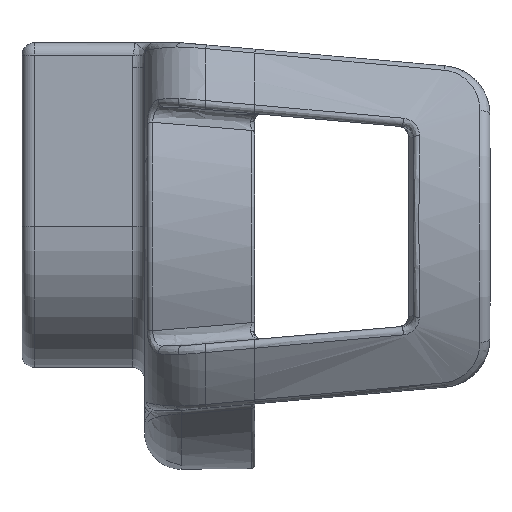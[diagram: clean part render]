
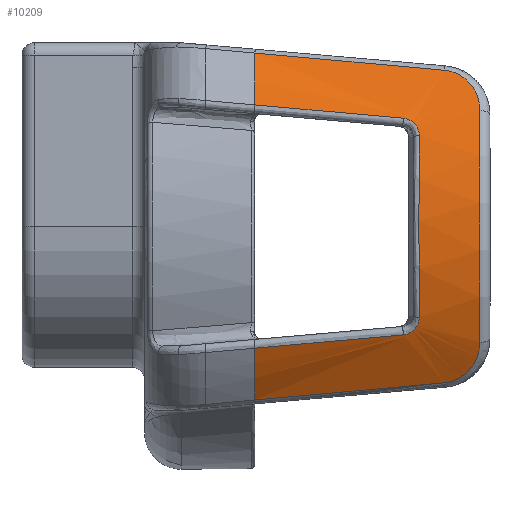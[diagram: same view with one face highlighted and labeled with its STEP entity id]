
A CAD part, left-side view. The second image highlights one B-rep face of the part: STEP entity #10209.
In plain terms, the highlighted conical face has half-angle 1.18 degrees and reference radius 11.605 mm.
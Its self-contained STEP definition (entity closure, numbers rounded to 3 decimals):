
#3268=CARTESIAN_POINT('',(-10.762,-9.066,
4.421));
#3269=CARTESIAN_POINT('',(-10.732,-8.556,
4.467));
#3270=CARTESIAN_POINT('',(-10.672,-7.547,
4.557));
#3271=CARTESIAN_POINT('',(-10.582,-6.085,
4.688));
#3272=CARTESIAN_POINT('',(-10.489,-4.604,
4.821));
#3273=CARTESIAN_POINT('',(-10.42,-3.543,
4.916));
#3274=CARTESIAN_POINT('',(-10.384,-3.,
4.965));
#3276=CARTESIAN_POINT('',(-10.384,-3.,
4.965));
#3277=CARTESIAN_POINT('',(-10.265,-2.999,
5.215));
#3278=CARTESIAN_POINT('',(-10.007,-3.,
5.707));
#3279=CARTESIAN_POINT('',(-9.569,-2.999,
6.414));
#3280=CARTESIAN_POINT('',(-9.244,-3.001,
6.863));
#3281=CARTESIAN_POINT('',(-9.074,-3.,
7.082));
#3283=CARTESIAN_POINT('',(-9.074,-3.,
7.082));
#3284=CARTESIAN_POINT('',(-9.191,-4.204,
6.972));
#3285=CARTESIAN_POINT('',(-9.425,-6.697,
6.744));
#3286=CARTESIAN_POINT('',(-9.657,-9.358,
6.502));
#3287=CARTESIAN_POINT('',(-9.772,-10.731,
6.377));
#3289=CARTESIAN_POINT('',(-9.772,-10.731,
6.377));
#3290=CARTESIAN_POINT('',(-9.78,-10.824,
6.369));
#3291=CARTESIAN_POINT('',(-9.806,-11.005,
6.336));
#3292=CARTESIAN_POINT('',(-9.874,-11.263,
6.24));
#3293=CARTESIAN_POINT('',(-9.971,-11.51,
6.094));
#3294=CARTESIAN_POINT('',(-10.093,-11.734,
5.9));
#3295=CARTESIAN_POINT('',(-10.228,-11.917,
5.671));
#3296=CARTESIAN_POINT('',(-10.381,-12.068,
5.393));
#3297=CARTESIAN_POINT('',(-10.546,-12.169,
5.069));
#3298=CARTESIAN_POINT('',(-10.65,-12.192,
4.843));
#3299=CARTESIAN_POINT('',(-10.702,-12.192,
4.727));
#3301=CARTESIAN_POINT('',(0.,-12.192,0.));
#3302=DIRECTION('',(0.,-1.,0.));
#3303=DIRECTION('',(-0.915,0.,0.404));
#3304=AXIS2_PLACEMENT_3D('',#3301,#3302,#3303);
#3306=CARTESIAN_POINT('',(-10.702,-12.192,
-4.727));
#3307=CARTESIAN_POINT('',(-10.652,-12.192,
-4.84));
#3308=CARTESIAN_POINT('',(-10.551,-12.169,
-5.057));
#3309=CARTESIAN_POINT('',(-10.403,-12.083,
-5.351));
#3310=CARTESIAN_POINT('',(-10.253,-11.946,
-5.627));
#3311=CARTESIAN_POINT('',(-10.112,-11.763,
-5.868));
#3312=CARTESIAN_POINT('',(-9.993,-11.555,
-6.06));
#3313=CARTESIAN_POINT('',(-9.886,-11.303,
-6.222));
#3314=CARTESIAN_POINT('',(-9.807,-11.015,
-6.335));
#3315=CARTESIAN_POINT('',(-9.78,-10.827,
-6.369));
#3316=CARTESIAN_POINT('',(-9.772,-10.731,
-6.377));
#3318=CARTESIAN_POINT('',(-9.772,-10.731,
-6.377));
#3319=CARTESIAN_POINT('',(-9.657,-9.353,
-6.503));
#3320=CARTESIAN_POINT('',(-9.424,-6.687,
-6.745));
#3321=CARTESIAN_POINT('',(-9.19,-4.199,
-6.972));
#3322=CARTESIAN_POINT('',(-9.074,-3.,
-7.082));
#3324=CARTESIAN_POINT('',(-9.074,-3.,
-7.082));
#3325=CARTESIAN_POINT('',(-9.244,-3.001,
-6.863));
#3326=CARTESIAN_POINT('',(-9.569,-2.999,
-6.414));
#3327=CARTESIAN_POINT('',(-10.007,-3.,
-5.707));
#3328=CARTESIAN_POINT('',(-10.265,-2.999,
-5.215));
#3329=CARTESIAN_POINT('',(-10.384,-3.,
-4.965));
#3331=CARTESIAN_POINT('',(-10.384,-3.,
-4.965));
#3332=CARTESIAN_POINT('',(-10.424,-3.602,
-4.911));
#3333=CARTESIAN_POINT('',(-10.505,-4.854,
-4.799));
#3334=CARTESIAN_POINT('',(-10.628,-6.831,
-4.622));
#3335=CARTESIAN_POINT('',(-10.717,-8.3,
-4.49));
#3336=CARTESIAN_POINT('',(-10.762,-9.066,
-4.421));
#3338=CARTESIAN_POINT('',(-10.762,-9.066,
-4.421));
#3339=CARTESIAN_POINT('',(-10.765,-9.12,
-4.416));
#3340=CARTESIAN_POINT('',(-10.777,-9.226,
-4.394));
#3341=CARTESIAN_POINT('',(-10.81,-9.38,
-4.321));
#3342=CARTESIAN_POINT('',(-10.856,-9.516,
-4.212));
#3343=CARTESIAN_POINT('',(-10.912,-9.624,
-4.071));
#3344=CARTESIAN_POINT('',(-10.977,-9.699,
-3.897));
#3345=CARTESIAN_POINT('',(-11.02,-9.716,
-3.774));
#3346=CARTESIAN_POINT('',(-11.042,-9.715,
-3.709));
#3348=CARTESIAN_POINT('',(-11.042,-9.715,
-3.709));
#3349=CARTESIAN_POINT('',(-11.158,-9.712,
-3.363));
#3350=CARTESIAN_POINT('',(-11.362,-9.708,
-2.644));
#3351=CARTESIAN_POINT('',(-11.569,-9.703,
-1.521));
#3352=CARTESIAN_POINT('',(-11.667,-9.7,
-0.269));
#3353=CARTESIAN_POINT('',(-11.631,-9.701,
0.948));
#3354=CARTESIAN_POINT('',(-11.458,-9.705,
2.247));
#3355=CARTESIAN_POINT('',(-11.209,-9.711,
3.213));
#3356=CARTESIAN_POINT('',(-11.042,-9.715,
3.709));
#3358=CARTESIAN_POINT('',(-11.042,-9.715,
3.709));
#3359=CARTESIAN_POINT('',(-11.021,-9.716,
3.772));
#3360=CARTESIAN_POINT('',(-10.978,-9.699,
3.894));
#3361=CARTESIAN_POINT('',(-10.914,-9.628,
4.066));
#3362=CARTESIAN_POINT('',(-10.856,-9.515,
4.213));
#3363=CARTESIAN_POINT('',(-10.808,-9.375,
4.325));
#3364=CARTESIAN_POINT('',(-10.775,-9.216,
4.397));
#3365=CARTESIAN_POINT('',(-10.765,-9.116,
4.417));
#3366=CARTESIAN_POINT('',(-10.762,-9.066,
4.421));
#3496=CARTESIAN_POINT('',(-9.074,-3.,
7.082));
#4053=VERTEX_POINT('',#3496);
#4057=VERTEX_POINT('',#3287);
#4058=VERTEX_POINT('',#3299);
#4059=CARTESIAN_POINT('',(-10.702,-12.192,
-4.727));
#4060=VERTEX_POINT('',#4059);
#4061=VERTEX_POINT('',#3316);
#4062=VERTEX_POINT('',#3322);
#4124=VERTEX_POINT('',#3268);
#4125=VERTEX_POINT('',#3274);
#4130=VERTEX_POINT('',#3331);
#4131=VERTEX_POINT('',#3336);
#4373=VERTEX_POINT('',#3358);
#4375=VERTEX_POINT('',#3348);
#10182=CARTESIAN_POINT('',(0.,-7.596,0.));
#10183=DIRECTION('',(0.,-1.,0.));
#10184=DIRECTION('',(-1.,0.,0.));
#10185=AXIS2_PLACEMENT_3D('',#10182,#10183,#10184);
#10186=CONICAL_SURFACE('',#10185,11.605,1.18);
#10188=ORIENTED_EDGE('',*,*,#10187,.T.);
#10190=ORIENTED_EDGE('',*,*,#10189,.T.);
#10192=ORIENTED_EDGE('',*,*,#10191,.T.);
#10194=ORIENTED_EDGE('',*,*,#10193,.T.);
#10196=ORIENTED_EDGE('',*,*,#10195,.T.);
#10197=ORIENTED_EDGE('',*,*,#10137,.T.);
#10198=ORIENTED_EDGE('',*,*,#10173,.T.);
#10200=ORIENTED_EDGE('',*,*,#10199,.T.);
#10201=ORIENTED_EDGE('',*,*,#7305,.T.);
#10202=ORIENTED_EDGE('',*,*,#7268,.T.);
#10204=ORIENTED_EDGE('',*,*,#10203,.T.);
#10206=ORIENTED_EDGE('',*,*,#10205,.T.);
#10207=EDGE_LOOP('',(#10188,#10190,#10192,#10194,#10196,#10197,#10198,#10200,
#10201,#10202,#10204,#10206));
#10208=FACE_OUTER_BOUND('',#10207,.F.);
#10209=ADVANCED_FACE('',(#10208),#10186,.T.);
#3275=B_SPLINE_CURVE_WITH_KNOTS('',3,(#3268,#3269,#3270,#3271,#3272,#3273,
#3274),.UNSPECIFIED.,.F.,.F.,(4,1,1,1,4),(0.,0.25,0.5,0.75,1.),
.UNSPECIFIED.);
#3282=B_SPLINE_CURVE_WITH_KNOTS('',3,(#3276,#3277,#3278,#3279,#3280,#3281),
.UNSPECIFIED.,.F.,.F.,(4,1,1,4),(0.,0.333,0.667,1.),
.UNSPECIFIED.);
#3288=B_SPLINE_CURVE_WITH_KNOTS('',3,(#3283,#3284,#3285,#3286,#3287),
.UNSPECIFIED.,.F.,.F.,(4,1,4),(0.,0.5,1.),.UNSPECIFIED.);
#3300=B_SPLINE_CURVE_WITH_KNOTS('',3,(#3289,#3290,#3291,#3292,#3293,#3294,#3295,
#3296,#3297,#3298,#3299),.UNSPECIFIED.,.F.,.F.,(4,1,1,1,1,1,1,1,4),(0.,
0.125,0.25,0.375,0.5,0.625,0.75,0.875,1.),.UNSPECIFIED.);
#3305=CIRCLE('',#3304,11.699);
#3317=B_SPLINE_CURVE_WITH_KNOTS('',3,(#3306,#3307,#3308,#3309,#3310,#3311,#3312,
#3313,#3314,#3315,#3316),.UNSPECIFIED.,.F.,.F.,(4,1,1,1,1,1,1,1,4),(0.,
0.125,0.25,0.375,0.5,0.625,0.75,0.875,1.),.UNSPECIFIED.);
#3323=B_SPLINE_CURVE_WITH_KNOTS('',3,(#3318,#3319,#3320,#3321,#3322),
.UNSPECIFIED.,.F.,.F.,(4,1,4),(0.,0.5,1.),.UNSPECIFIED.);
#3330=B_SPLINE_CURVE_WITH_KNOTS('',3,(#3324,#3325,#3326,#3327,#3328,#3329),
.UNSPECIFIED.,.F.,.F.,(4,1,1,4),(0.,0.333,0.667,1.),
.UNSPECIFIED.);
#3337=B_SPLINE_CURVE_WITH_KNOTS('',3,(#3331,#3332,#3333,#3334,#3335,#3336),
.UNSPECIFIED.,.F.,.F.,(4,1,1,4),(0.,0.333,0.667,1.),
.UNSPECIFIED.);
#3347=B_SPLINE_CURVE_WITH_KNOTS('',3,(#3338,#3339,#3340,#3341,#3342,#3343,#3344,
#3345,#3346),.UNSPECIFIED.,.F.,.F.,(4,1,1,1,1,1,4),(0.,0.167,
0.333,0.5,0.667,0.833,1.),
.UNSPECIFIED.);
#3357=B_SPLINE_CURVE_WITH_KNOTS('',3,(#3348,#3349,#3350,#3351,#3352,#3353,#3354,
#3355,#3356),.UNSPECIFIED.,.F.,.F.,(4,1,1,1,1,1,4),(0.,0.167,
0.333,0.5,0.667,0.833,1.),
.UNSPECIFIED.);
#3367=B_SPLINE_CURVE_WITH_KNOTS('',3,(#3358,#3359,#3360,#3361,#3362,#3363,#3364,
#3365,#3366),.UNSPECIFIED.,.F.,.F.,(4,1,1,1,1,1,4),(0.,0.167,
0.333,0.5,0.667,0.833,1.),
.UNSPECIFIED.);
#7268=EDGE_CURVE('',#4131,#4375,#3347,.T.);
#7305=EDGE_CURVE('',#4130,#4131,#3337,.T.);
#10137=EDGE_CURVE('',#4060,#4061,#3317,.T.);
#10173=EDGE_CURVE('',#4061,#4062,#3323,.T.);
#10187=EDGE_CURVE('',#4124,#4125,#3275,.T.);
#10189=EDGE_CURVE('',#4125,#4053,#3282,.T.);
#10191=EDGE_CURVE('',#4053,#4057,#3288,.T.);
#10193=EDGE_CURVE('',#4057,#4058,#3300,.T.);
#10195=EDGE_CURVE('',#4058,#4060,#3305,.T.);
#10199=EDGE_CURVE('',#4062,#4130,#3330,.T.);
#10203=EDGE_CURVE('',#4375,#4373,#3357,.T.);
#10205=EDGE_CURVE('',#4373,#4124,#3367,.T.);
